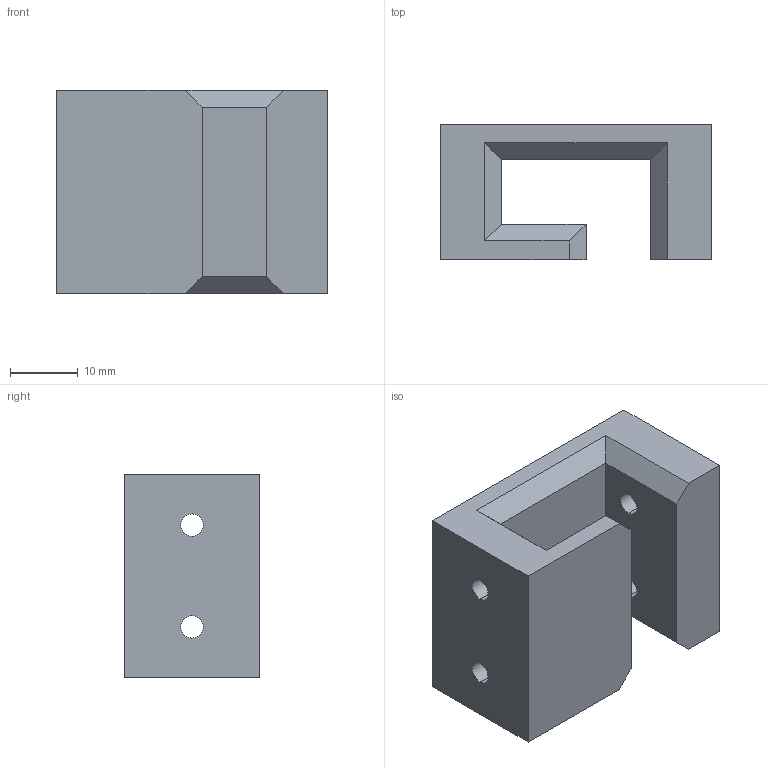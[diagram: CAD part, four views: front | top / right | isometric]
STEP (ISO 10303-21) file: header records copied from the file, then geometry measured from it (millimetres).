
FILE_DESCRIPTION (( 'STEP AP214' ), '1' );
FILE_NAME ('PAN_V1_USI_012_Loquet_Empreinte.STEP', '2022-02-17T11:16:17', ( '' ), ( '' ), 'SwSTEP 2.0', 'SolidWorks 2021', '' );
FILE_SCHEMA (( 'AUTOMOTIVE_DESIGN' ));
Length unit declared in the file: millimetre
Products named in the file (1): PAN_V1_USI_012_Loquet_Empreinte
Bounding box: 40 x 20 x 30 mm (x, y, z)
Volume: 15505 mm3; surface area: 6432.5 mm2
Topology: 1 solids, 1 shells, 30 faces, 76 edges, 48 vertices
Faces by surface type: plane 22, cylinder 8
Entity records: 942 total; most frequent: CARTESIAN_POINT 155, DIRECTION 154, ORIENTED_EDGE 152, EDGE_CURVE 76, VECTOR 60, LINE 60, VERTEX_POINT 48, AXIS2_PLACEMENT_3D 47
